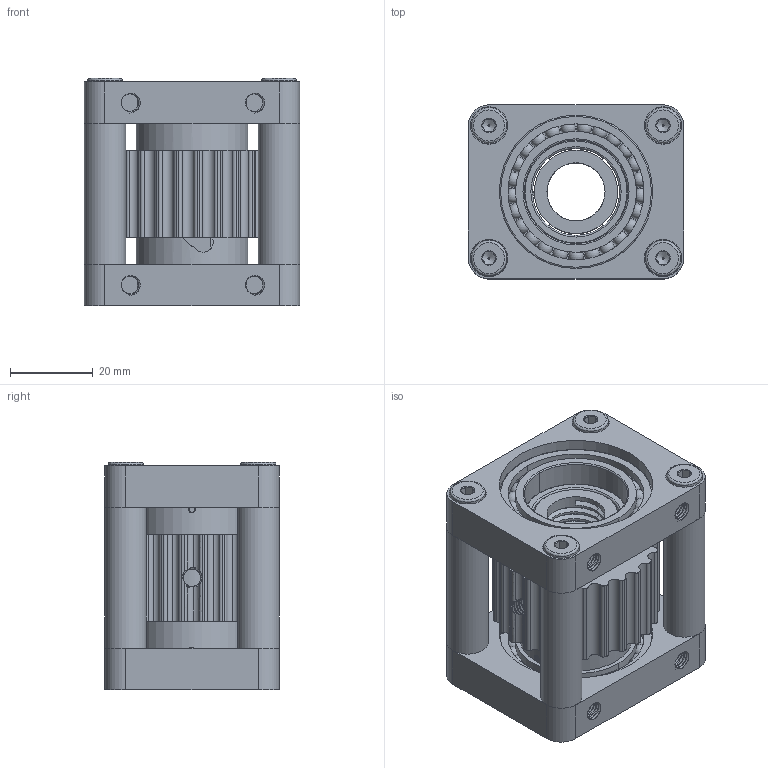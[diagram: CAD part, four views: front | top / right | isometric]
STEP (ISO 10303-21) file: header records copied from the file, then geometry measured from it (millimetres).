
FILE_DESCRIPTION(('FreeCAD Model'),'2;1');
FILE_NAME('Open CASCADE Shape Model','2024-04-07T13:32:01',(''),(''), 'Open CASCADE STEP processor 7.6','FreeCAD','Unknown');
FILE_SCHEMA(('AUTOMOTIVE_DESIGN { 1 0 10303 214 1 1 1 1 }'));
Length unit declared in the file: millimetre
Products named in the file (61): rotating_ballnut; housing; 26T_pulley; bearing1; SOLID; bearing 2; Ballnut; M5x50-Screw
Assembly tree (63 placements, depth 3):
  rotating_ballnut
    housing
    26T_pulley
    bearing1
      SOLID
      SOLID
      SOLID
      SOLID
      SOLID
      SOLID
      SOLID
      SOLID
      SOLID
      SOLID
      SOLID
      SOLID
      SOLID
      SOLID
      SOLID
      SOLID
      SOLID
      SOLID
      SOLID
      SOLID
      SOLID
      SOLID
      SOLID
      SOLID
      SOLID
      SOLID
      SOLID
    bearing 2
      SOLID
      SOLID
      SOLID
      SOLID
      SOLID
      SOLID
      SOLID
      SOLID
      SOLID
      SOLID
      SOLID
      SOLID
      SOLID
      SOLID
      SOLID
      SOLID
      SOLID
      SOLID
      SOLID
      SOLID
      SOLID
      SOLID
      SOLID
      SOLID
      SOLID
      SOLID
      SOLID
      Ballnut
Bounding box: 52 x 42 x 54.85 mm (x, y, z)
Volume: 65962.4 mm3; surface area: 47494.9 mm2
Topology: 64 solids, 64 shells, 996 faces, 2559 edges, 1498 vertices
Faces by surface type: bspline 454, cylinder 273, plane 107, sphere 100, torus 38, cone 16, revolution 8
Full cylindrical faces by diameter (mm): 1.269 x22, 4.224 x40, 5 x16, 8.5 x4, 9 x4, 10 x4, 14.038 x16, 20.08 x1, 21 x1, 24.98 x2, 27 x1, 27.02 x1, 37.02 x2
Entity records: 76577 total; most frequent: CARTESIAN_POINT 56852, ORIENTED_EDGE 4490, DIRECTION 2353, EDGE_CURVE 2245, B_SPLINE_CURVE_WITH_KNOTS 1480, VERTEX_POINT 1429, AXIS2_PLACEMENT_3D 1037, FACE_BOUND 996
